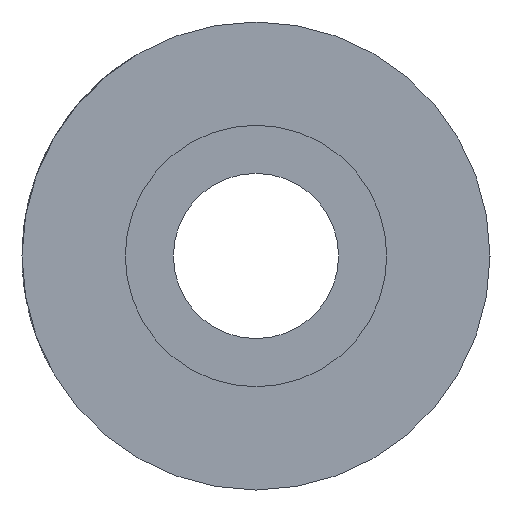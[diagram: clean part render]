
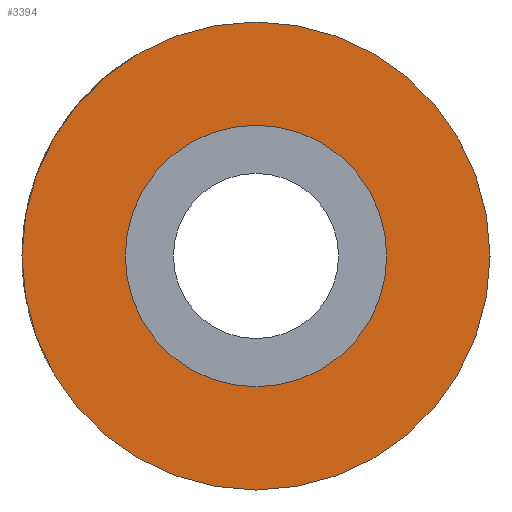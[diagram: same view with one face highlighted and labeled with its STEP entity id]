
A CAD part, left-side view. The second image highlights one B-rep face of the part: STEP entity #3394.
In plain terms, the highlighted planar face has unit normal (-1, 0, 0).
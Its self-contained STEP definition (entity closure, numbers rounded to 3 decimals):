
#1101 = EDGE_CURVE ( 'NONE', #5481, #2722, #6109, .T. ) ;
#1137 = AXIS2_PLACEMENT_3D ( 'NONE', #4759, #4823, #1577 ) ;
#1163 = EDGE_CURVE ( 'NONE', #2405, #5163, #5879, .T. ) ;
#1554 = DIRECTION ( 'NONE',  ( 0., 0., 1. ) ) ;
#1577 = DIRECTION ( 'NONE',  ( 0., 0., 1. ) ) ;
#1584 = PLANE ( 'NONE',  #5394 ) ;
#1651 = CARTESIAN_POINT ( 'NONE',  ( 0., 0., 0. ) ) ;
#1692 = DIRECTION ( 'NONE',  ( -1., 0., 0. ) ) ;
#2174 = CARTESIAN_POINT ( 'NONE',  ( 0., 0., 0. ) ) ;
#2405 = VERTEX_POINT ( 'NONE', #6822 ) ;
#2421 = AXIS2_PLACEMENT_3D ( 'NONE', #6029, #1692, #5953 ) ;
#2471 = EDGE_CURVE ( 'NONE', #2722, #5481, #4950, .T. ) ;
#2625 = DIRECTION ( 'NONE',  ( -1., 0., 0. ) ) ;
#2658 = FACE_OUTER_BOUND ( 'NONE', #3399, .T. ) ;
#2722 = VERTEX_POINT ( 'NONE', #5324 ) ;
#3356 = EDGE_CURVE ( 'NONE', #5163, #2405, #6281, .T. ) ;
#3394 = ADVANCED_FACE ( 'NONE', ( #4831, #2658 ), #1584, .F. ) ;
#3399 = EDGE_LOOP ( 'NONE', ( #3782, #5586 ) ) ;
#3711 = CARTESIAN_POINT ( 'NONE',  ( 0., 0., 0. ) ) ;
#3782 = ORIENTED_EDGE ( 'NONE', *, *, #1163, .T. ) ;
#4275 = DIRECTION ( 'NONE',  ( 1., 0., 0. ) ) ;
#4723 = DIRECTION ( 'NONE',  ( 0., 0., 1. ) ) ;
#4729 = AXIS2_PLACEMENT_3D ( 'NONE', #1651, #2625, #1554 ) ;
#4759 = CARTESIAN_POINT ( 'NONE',  ( 0., 0., 0. ) ) ;
#4791 = DIRECTION ( 'NONE',  ( -1., 0., 0. ) ) ;
#4823 = DIRECTION ( 'NONE',  ( -1., 0., 0. ) ) ;
#4831 = FACE_BOUND ( 'NONE', #6837, .T. ) ;
#4950 = CIRCLE ( 'NONE', #2421, 4.75 ) ;
#5107 = CARTESIAN_POINT ( 'NONE',  ( 0., 0., -8.5 ) ) ;
#5163 = VERTEX_POINT ( 'NONE', #5107 ) ;
#5324 = CARTESIAN_POINT ( 'NONE',  ( 0., 0., -4.75 ) ) ;
#5335 = AXIS2_PLACEMENT_3D ( 'NONE', #3711, #4791, #4723 ) ;
#5394 = AXIS2_PLACEMENT_3D ( 'NONE', #2174, #4275, #5779 ) ;
#5481 = VERTEX_POINT ( 'NONE', #6453 ) ;
#5586 = ORIENTED_EDGE ( 'NONE', *, *, #3356, .T. ) ;
#5779 = DIRECTION ( 'NONE',  ( 0., 0., -1. ) ) ;
#5879 = CIRCLE ( 'NONE', #5335, 8.5 ) ;
#5953 = DIRECTION ( 'NONE',  ( 0., 0., 1. ) ) ;
#6029 = CARTESIAN_POINT ( 'NONE',  ( 0., 0., 0. ) ) ;
#6109 = CIRCLE ( 'NONE', #1137, 4.75 ) ;
#6281 = CIRCLE ( 'NONE', #4729, 8.5 ) ;
#6453 = CARTESIAN_POINT ( 'NONE',  ( 0., 0., 4.75 ) ) ;
#6486 = ORIENTED_EDGE ( 'NONE', *, *, #2471, .F. ) ;
#6722 = ORIENTED_EDGE ( 'NONE', *, *, #1101, .F. ) ;
#6822 = CARTESIAN_POINT ( 'NONE',  ( 0., 0., 8.5 ) ) ;
#6837 = EDGE_LOOP ( 'NONE', ( #6722, #6486 ) ) ;
